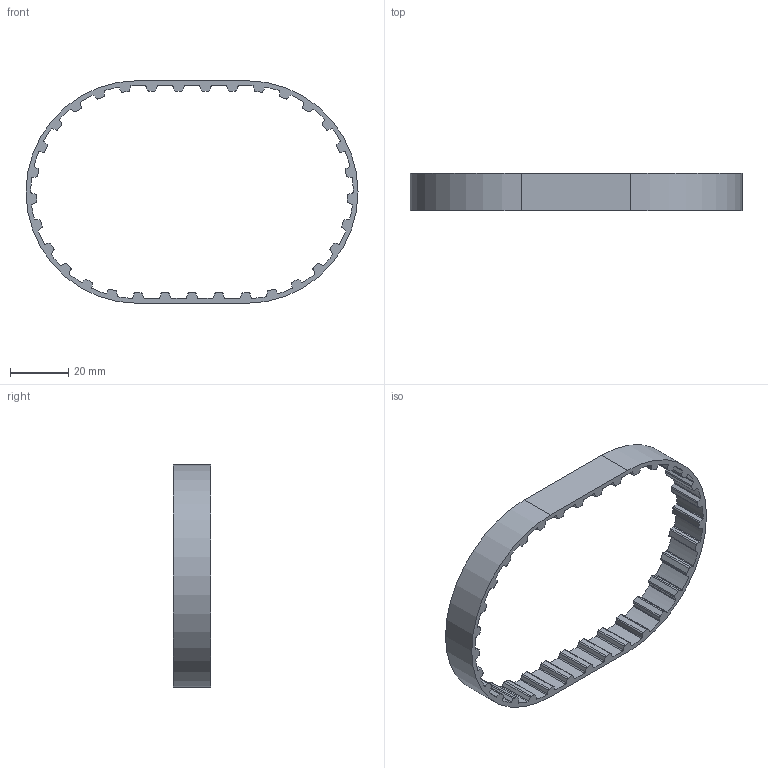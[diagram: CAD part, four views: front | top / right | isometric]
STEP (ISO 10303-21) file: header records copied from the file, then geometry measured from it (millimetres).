
FILE_DESCRIPTION (( 'STEP AP214' ), '1' );
FILE_NAME ('124L050NG.step', '2015-04-08T22:53:25', ( '' ), ( '' ), 'SwSTEP 2.0', 'SolidWorks 2014', '' );
FILE_SCHEMA (( 'AUTOMOTIVE_DESIGN' ));
Length unit declared in the file: inch
Products named in the file (1): 124L050NG
Bounding box: 113.67 x 12.7 x 76.2 mm (x, y, z)
Volume: 9112.9 mm3; surface area: 10246.4 mm2
Topology: 1 solids, 1 shells, 290 faces, 864 edges, 576 vertices
Faces by surface type: cylinder 178, plane 112
Entity records: 9928 total; most frequent: DIRECTION 1802, CARTESIAN_POINT 1731, ORIENTED_EDGE 1728, EDGE_CURVE 864, AXIS2_PLACEMENT_3D 647, VERTEX_POINT 576, LINE 508, VECTOR 508
